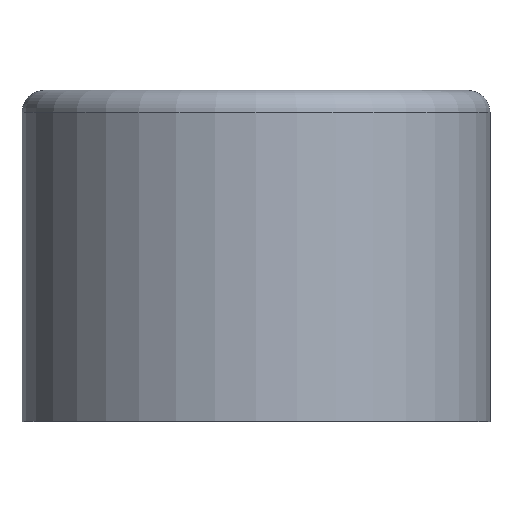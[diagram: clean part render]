
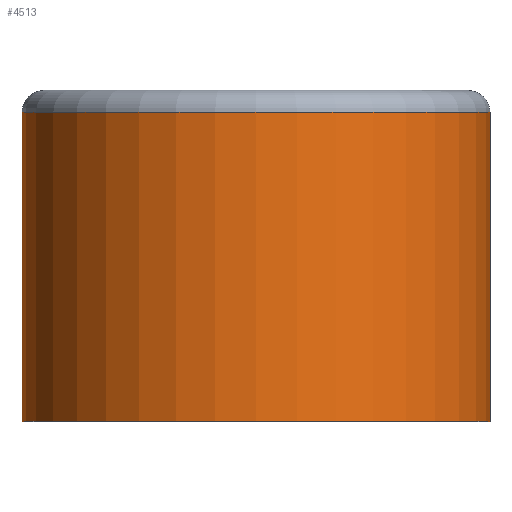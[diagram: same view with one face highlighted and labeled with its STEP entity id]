
A CAD part, top view. The second image highlights one B-rep face of the part: STEP entity #4513.
In plain terms, the highlighted cylindrical face has radius 21.2 mm (diameter 42.4 mm), a full revolution.
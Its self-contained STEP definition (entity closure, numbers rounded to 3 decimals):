
#247 = ORIENTED_EDGE ( 'NONE', *, *, #14147, .T. ) ;
#312 = CIRCLE ( 'NONE', #10150, 21.2 ) ;
#439 = ORIENTED_EDGE ( 'NONE', *, *, #10828, .T. ) ;
#566 = FACE_OUTER_BOUND ( 'NONE', #4282, .T. ) ;
#2511 = EDGE_LOOP ( 'NONE', ( #247 ) ) ;
#3629 = VERTEX_POINT ( 'NONE', #4856 ) ;
#4282 = EDGE_LOOP ( 'NONE', ( #439 ) ) ;
#4476 = CIRCLE ( 'NONE', #6508, 21.2 ) ;
#4513 = ADVANCED_FACE ( 'NONE', ( #566, #12084 ), #5655, .T. ) ;
#4856 = CARTESIAN_POINT ( 'NONE',  ( 21.2, 28., 0. ) ) ;
#5198 = DIRECTION ( 'NONE',  ( 0., 1., 0. ) ) ;
#5411 = DIRECTION ( 'NONE',  ( 1., 0., 0. ) ) ;
#5655 = CYLINDRICAL_SURFACE ( 'NONE', #10856, 21.2 ) ;
#6508 = AXIS2_PLACEMENT_3D ( 'NONE', #8828, #10096, #5411 ) ;
#8828 = CARTESIAN_POINT ( 'NONE',  ( 0., 28., 0. ) ) ;
#9267 = CARTESIAN_POINT ( 'NONE',  ( -21.2, 0., 0. ) ) ;
#9763 = DIRECTION ( 'NONE',  ( 0., 1., 0. ) ) ;
#9812 = CARTESIAN_POINT ( 'NONE',  ( 0., 30., 0. ) ) ;
#10096 = DIRECTION ( 'NONE',  ( 0., -1., 0. ) ) ;
#10150 = AXIS2_PLACEMENT_3D ( 'NONE', #11749, #5198, #12993 ) ;
#10828 = EDGE_CURVE ( 'NONE', #3629, #3629, #4476, .T. ) ;
#10856 = AXIS2_PLACEMENT_3D ( 'NONE', #9812, #9763, #10963 ) ;
#10963 = DIRECTION ( 'NONE',  ( -1., 0., 0. ) ) ;
#11749 = CARTESIAN_POINT ( 'NONE',  ( 0., 0., 0. ) ) ;
#11835 = VERTEX_POINT ( 'NONE', #9267 ) ;
#12084 = FACE_OUTER_BOUND ( 'NONE', #2511, .T. ) ;
#12993 = DIRECTION ( 'NONE',  ( -1., 0., 0. ) ) ;
#14147 = EDGE_CURVE ( 'NONE', #11835, #11835, #312, .T. ) ;
